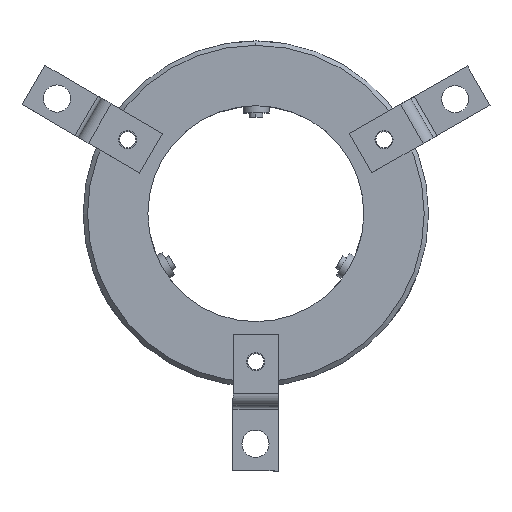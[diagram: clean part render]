
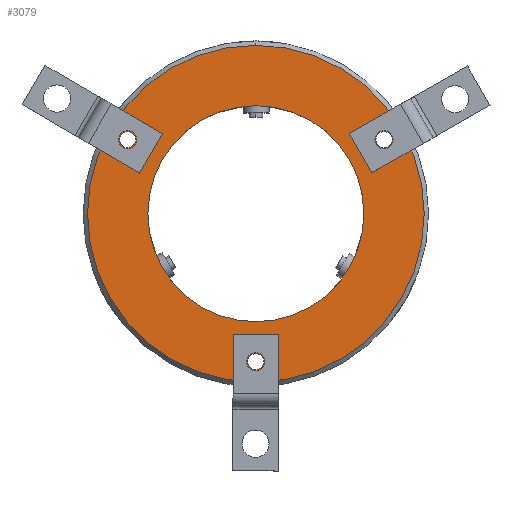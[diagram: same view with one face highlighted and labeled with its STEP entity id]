
A CAD part, top view. The second image highlights one B-rep face of the part: STEP entity #3079.
In plain terms, the highlighted face is planar.
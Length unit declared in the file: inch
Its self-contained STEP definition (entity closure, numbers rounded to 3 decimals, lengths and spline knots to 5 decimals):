
#66 = CIRCLE ( 'NONE', #4185, 0.7425 ) ;
#68 = CARTESIAN_POINT ( 'NONE',  ( 1., 0., -0.7425 ) ) ;
#129 = VERTEX_POINT ( 'NONE', #3432 ) ;
#137 = DIRECTION ( 'NONE',  ( 0., 0., 1. ) ) ;
#261 = AXIS2_PLACEMENT_3D ( 'NONE', #4075, #2479, #465 ) ;
#326 = CARTESIAN_POINT ( 'NONE',  ( 1., 0., 0. ) ) ;
#402 = CARTESIAN_POINT ( 'NONE',  ( 1., 0.50875, -0.93718 ) ) ;
#437 = ORIENTED_EDGE ( 'NONE', *, *, #1498, .F. ) ;
#438 = AXIS2_PLACEMENT_3D ( 'NONE', #326, #2633, #3310 ) ;
#465 = DIRECTION ( 'NONE',  ( 0., 0., 1. ) ) ;
#570 = CARTESIAN_POINT ( 'NONE',  ( 1., -1.1575, 0. ) ) ;
#737 = VERTEX_POINT ( 'NONE', #3716 ) ;
#775 = VERTEX_POINT ( 'NONE', #570 ) ;
#776 = DIRECTION ( 'NONE',  ( 1., 0., 0. ) ) ;
#790 = DIRECTION ( 'NONE',  ( 1., 0., 0. ) ) ;
#811 = CARTESIAN_POINT ( 'NONE',  ( 1., 0., 0.7425 ) ) ;
#828 = CIRCLE ( 'NONE', #2553, 0.056 ) ;
#846 = CARTESIAN_POINT ( 'NONE',  ( 1., 0.7425, 0. ) ) ;
#871 = CIRCLE ( 'NONE', #4126, 0.056 ) ;
#882 = VERTEX_POINT ( 'NONE', #1959 ) ;
#896 = EDGE_CURVE ( 'NONE', #1392, #3714, #66, .T. ) ;
#951 = EDGE_CURVE ( 'NONE', #960, #129, #3457, .T. ) ;
#960 = VERTEX_POINT ( 'NONE', #402 ) ;
#983 = CARTESIAN_POINT ( 'NONE',  ( 1., 0., 0. ) ) ;
#1047 = ORIENTED_EDGE ( 'NONE', *, *, #951, .F. ) ;
#1123 = EDGE_CURVE ( 'NONE', #775, #2030, #3825, .T. ) ;
#1163 = ORIENTED_EDGE ( 'NONE', *, *, #3689, .F. ) ;
#1200 = PLANE ( 'NONE',  #2833 ) ;
#1207 = AXIS2_PLACEMENT_3D ( 'NONE', #2885, #2235, #1561 ) ;
#1234 = ORIENTED_EDGE ( 'NONE', *, *, #1123, .F. ) ;
#1270 = ORIENTED_EDGE ( 'NONE', *, *, #1617, .F. ) ;
#1271 = AXIS2_PLACEMENT_3D ( 'NONE', #3117, #3775, #137 ) ;
#1345 = DIRECTION ( 'NONE',  ( 1., 0., 0. ) ) ;
#1392 = VERTEX_POINT ( 'NONE', #811 ) ;
#1498 = EDGE_CURVE ( 'NONE', #3714, #1392, #3095, .T. ) ;
#1536 = ORIENTED_EDGE ( 'NONE', *, *, #3873, .F. ) ;
#1561 = DIRECTION ( 'NONE',  ( 0., -1., 0. ) ) ;
#1564 = EDGE_LOOP ( 'NONE', ( #1270, #1047 ) ) ;
#1617 = EDGE_CURVE ( 'NONE', #129, #960, #828, .T. ) ;
#1744 = DIRECTION ( 'NONE',  ( 0., 0., 1. ) ) ;
#1882 = CIRCLE ( 'NONE', #1207, 1.1575 ) ;
#1959 = CARTESIAN_POINT ( 'NONE',  ( 1., -1.0175, 0.056 ) ) ;
#1989 = CIRCLE ( 'NONE', #1271, 0.056 ) ;
#2030 = VERTEX_POINT ( 'NONE', #3419 ) ;
#2203 = CARTESIAN_POINT ( 'NONE',  ( 1., -1.0175, -0.056 ) ) ;
#2212 = FACE_BOUND ( 'NONE', #3148, .T. ) ;
#2235 = DIRECTION ( 'NONE',  ( -1., 0., 0. ) ) ;
#2253 = CIRCLE ( 'NONE', #261, 0.056 ) ;
#2289 = EDGE_LOOP ( 'NONE', ( #3525, #437 ) ) ;
#2413 = DIRECTION ( 'NONE',  ( 1., 0., 0. ) ) ;
#2472 = AXIS2_PLACEMENT_3D ( 'NONE', #3761, #790, #3107 ) ;
#2478 = EDGE_CURVE ( 'NONE', #882, #4037, #3275, .T. ) ;
#2479 = DIRECTION ( 'NONE',  ( 1., 0., 0. ) ) ;
#2531 = DIRECTION ( 'NONE',  ( -1., 0., 0. ) ) ;
#2553 = AXIS2_PLACEMENT_3D ( 'NONE', #2751, #776, #3360 ) ;
#2593 = DIRECTION ( 'NONE',  ( 0., 0., 1. ) ) ;
#2601 = EDGE_CURVE ( 'NONE', #2030, #775, #1882, .T. ) ;
#2633 = DIRECTION ( 'NONE',  ( -1., 0., 0. ) ) ;
#2648 = CARTESIAN_POINT ( 'NONE',  ( 1., 0., 0. ) ) ;
#2705 = CARTESIAN_POINT ( 'NONE',  ( 1., 0.50875, -0.88118 ) ) ;
#2746 = DIRECTION ( 'NONE',  ( 1., 0., 0. ) ) ;
#2751 = CARTESIAN_POINT ( 'NONE',  ( 1., 0.50875, -0.88118 ) ) ;
#2753 = ORIENTED_EDGE ( 'NONE', *, *, #2873, .F. ) ;
#2787 = AXIS2_PLACEMENT_3D ( 'NONE', #2705, #2413, #1744 ) ;
#2833 = AXIS2_PLACEMENT_3D ( 'NONE', #846, #2531, #3528 ) ;
#2873 = EDGE_CURVE ( 'NONE', #4037, #882, #2253, .T. ) ;
#2885 = CARTESIAN_POINT ( 'NONE',  ( 1., 0., 0. ) ) ;
#3079 = ADVANCED_FACE ( 'NONE', ( #3089, #2212, #3771, #3607, #3550 ), #1200, .F. ) ;
#3089 = FACE_BOUND ( 'NONE', #2289, .T. ) ;
#3095 = CIRCLE ( 'NONE', #3663, 0.7425 ) ;
#3107 = DIRECTION ( 'NONE',  ( 0., 0., 1. ) ) ;
#3117 = CARTESIAN_POINT ( 'NONE',  ( 1., 0.50875, 0.88118 ) ) ;
#3125 = ORIENTED_EDGE ( 'NONE', *, *, #2601, .F. ) ;
#3148 = EDGE_LOOP ( 'NONE', ( #1163, #1536 ) ) ;
#3275 = CIRCLE ( 'NONE', #2472, 0.056 ) ;
#3302 = VERTEX_POINT ( 'NONE', #4036 ) ;
#3310 = DIRECTION ( 'NONE',  ( 0., -1., 0. ) ) ;
#3352 = CARTESIAN_POINT ( 'NONE',  ( 1., 0.50875, 0.88118 ) ) ;
#3360 = DIRECTION ( 'NONE',  ( 0., 0., 1. ) ) ;
#3419 = CARTESIAN_POINT ( 'NONE',  ( 1., 1.1575, 0. ) ) ;
#3432 = CARTESIAN_POINT ( 'NONE',  ( 1., 0.50875, -0.82518 ) ) ;
#3457 = CIRCLE ( 'NONE', #2787, 0.056 ) ;
#3525 = ORIENTED_EDGE ( 'NONE', *, *, #896, .F. ) ;
#3528 = DIRECTION ( 'NONE',  ( 0., 0., 1. ) ) ;
#3550 = FACE_OUTER_BOUND ( 'NONE', #3863, .T. ) ;
#3607 = FACE_BOUND ( 'NONE', #1564, .T. ) ;
#3663 = AXIS2_PLACEMENT_3D ( 'NONE', #983, #4246, #2593 ) ;
#3680 = ORIENTED_EDGE ( 'NONE', *, *, #2478, .F. ) ;
#3689 = EDGE_CURVE ( 'NONE', #3302, #737, #871, .T. ) ;
#3714 = VERTEX_POINT ( 'NONE', #68 ) ;
#3716 = CARTESIAN_POINT ( 'NONE',  ( 1., 0.50875, 0.82518 ) ) ;
#3729 = DIRECTION ( 'NONE',  ( 0., 0., 1. ) ) ;
#3742 = EDGE_LOOP ( 'NONE', ( #3680, #2753 ) ) ;
#3761 = CARTESIAN_POINT ( 'NONE',  ( 1., -1.0175, 0. ) ) ;
#3771 = FACE_BOUND ( 'NONE', #3742, .T. ) ;
#3775 = DIRECTION ( 'NONE',  ( 1., 0., 0. ) ) ;
#3825 = CIRCLE ( 'NONE', #438, 1.1575 ) ;
#3863 = EDGE_LOOP ( 'NONE', ( #1234, #3125 ) ) ;
#3873 = EDGE_CURVE ( 'NONE', #737, #3302, #1989, .T. ) ;
#3918 = DIRECTION ( 'NONE',  ( 0., 0., 1. ) ) ;
#4036 = CARTESIAN_POINT ( 'NONE',  ( 1., 0.50875, 0.93718 ) ) ;
#4037 = VERTEX_POINT ( 'NONE', #2203 ) ;
#4075 = CARTESIAN_POINT ( 'NONE',  ( 1., -1.0175, 0. ) ) ;
#4126 = AXIS2_PLACEMENT_3D ( 'NONE', #3352, #2746, #3729 ) ;
#4185 = AXIS2_PLACEMENT_3D ( 'NONE', #2648, #1345, #3918 ) ;
#4246 = DIRECTION ( 'NONE',  ( 1., 0., 0. ) ) ;
